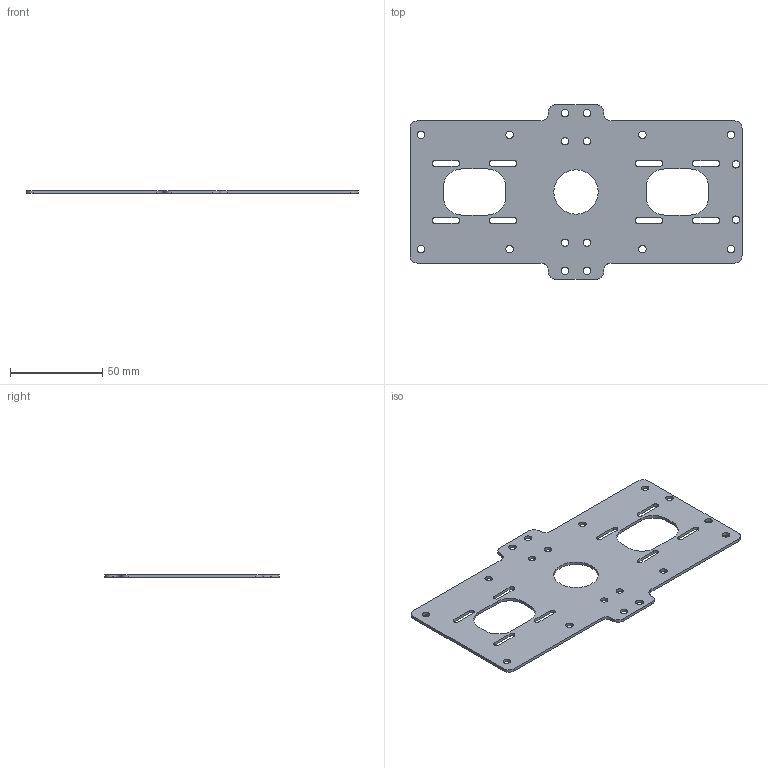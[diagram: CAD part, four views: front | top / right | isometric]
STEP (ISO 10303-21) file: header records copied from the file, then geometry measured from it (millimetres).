
FILE_DESCRIPTION(/* description */ ('Unknown'),/* implementation_level */ '2;1');
FILE_NAME(/* name */ 'Motor-Holder-Released-1',/* time_stamp */ '2021-05-28T13:12:48-05:00',/* author */ ('Unknown'),/* organization */ ('Unknown'),/* preprocessor_version */ 'ST-DEVELOPER v16.7',/* originating_system */ 'Solid Edge',/* authorisation */ 'Unknown');
FILE_SCHEMA (('AUTOMOTIVE_DESIGN {1 0 10303 214 3 1 1}'));
Length unit declared in the file: millimetre
Products named in the file (1): Chess-Motor-Holder-REV-5
Bounding box: 180 x 94.48 x 1.59 mm (x, y, z)
Volume: 18744.2 mm3; surface area: 25679.5 mm2
Topology: 1 solids, 1 shells, 125 faces, 371 edges, 248 vertices
Faces by surface type: cylinder 71, plane 54
Full cylindrical faces by diameter (mm): 4 x18, 24 x1
Entity records: 4276 total; most frequent: DIRECTION 744, CARTESIAN_POINT 722, ORIENTED_EDGE 700, EDGE_CURVE 350, AXIS2_PLACEMENT_3D 268, VERTEX_POINT 246, LINE 208, VECTOR 208
